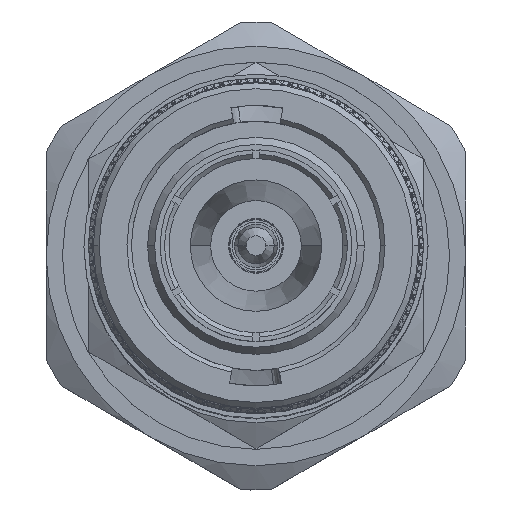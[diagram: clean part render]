
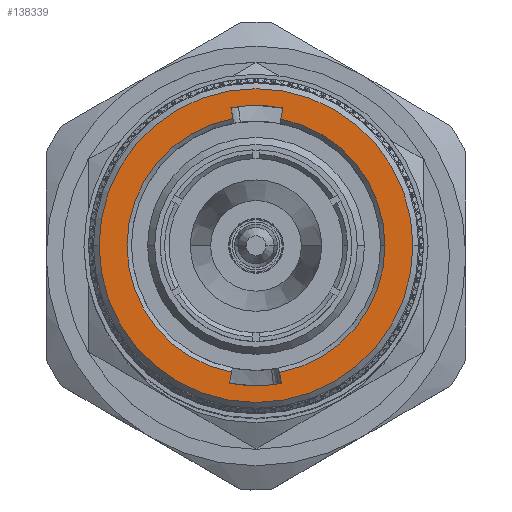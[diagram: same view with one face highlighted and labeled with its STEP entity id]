
A CAD part, top view. The second image highlights one B-rep face of the part: STEP entity #138339.
In plain terms, the highlighted face is planar.
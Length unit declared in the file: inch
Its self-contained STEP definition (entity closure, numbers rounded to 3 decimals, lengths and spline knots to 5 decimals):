
#4477 = EDGE_CURVE ( 'NONE', #124845, #182208, #180379, .T. ) ;
#5448 = CARTESIAN_POINT ( 'NONE',  ( 0., 0.30786, 0.06033 ) ) ;
#6365 = CARTESIAN_POINT ( 'NONE',  ( 0., 0.30866, -0.0561 ) ) ;
#14296 = DIRECTION ( 'NONE',  ( -1., 0., 0. ) ) ;
#16241 = EDGE_CURVE ( 'NONE', #103925, #97650, #133870, .T. ) ;
#22583 = CARTESIAN_POINT ( 'NONE',  ( 0., -0.30852, 0.0569 ) ) ;
#23650 = EDGE_LOOP ( 'NONE', ( #189174, #83532 ) ) ;
#23659 = DIRECTION ( 'NONE',  ( 0., 1., 0. ) ) ;
#24000 = CARTESIAN_POINT ( 'NONE',  ( 0., 0.30046, -0.05461 ) ) ;
#26153 = CARTESIAN_POINT ( 'NONE',  ( 0., 0.28333, 0.05553 ) ) ;
#30299 = B_SPLINE_CURVE_WITH_KNOTS ( 'NONE', 3,
 ( #117032, #100450, #198868, #56808 ),
 .UNSPECIFIED., .F., .F.,
 ( 4, 4 ),
 ( 0., 0.71429 ),
 .UNSPECIFIED. ) ;
#31961 = CARTESIAN_POINT ( 'NONE',  ( 0., 0., 0. ) ) ;
#33120 = PLANE ( 'NONE',  #184504 ) ;
#37392 = CIRCLE ( 'NONE', #83754, 0.31372 ) ;
#38442 = CARTESIAN_POINT ( 'NONE',  ( 0., -0.28393, 0.05236 ) ) ;
#38541 = CARTESIAN_POINT ( 'NONE',  ( 0., 0.29226, -0.05312 ) ) ;
#38646 = EDGE_CURVE ( 'NONE', #97650, #165546, #201704, .T. ) ;
#38650 = CARTESIAN_POINT ( 'NONE',  ( 0., 0.29151, 0.05713 ) ) ;
#43927 = AXIS2_PLACEMENT_3D ( 'NONE', #154318, #14296, #140800 ) ;
#44509 = CIRCLE ( 'NONE', #57781, 0.35114 ) ;
#46787 = EDGE_CURVE ( 'NONE', #132327, #105493, #155792, .T. ) ;
#48371 = EDGE_CURVE ( 'NONE', #182208, #103925, #133575, .T. ) ;
#53573 = ORIENTED_EDGE ( 'NONE', *, *, #48371, .T. ) ;
#56808 = CARTESIAN_POINT ( 'NONE',  ( 0., -0.28347, -0.05481 ) ) ;
#57781 = AXIS2_PLACEMENT_3D ( 'NONE', #163261, #132163, #130121 ) ;
#62165 = ORIENTED_EDGE ( 'NONE', *, *, #16241, .T. ) ;
#62711 = EDGE_CURVE ( 'NONE', #75676, #110374, #37392, .T. ) ;
#65158 = VERTEX_POINT ( 'NONE', #71540 ) ;
#68550 = ORIENTED_EDGE ( 'NONE', *, *, #46787, .T. ) ;
#69542 = CARTESIAN_POINT ( 'NONE',  ( 0., -0.30852, 0.0569 ) ) ;
#70684 = CARTESIAN_POINT ( 'NONE',  ( 0., 0.28406, -0.05163 ) ) ;
#71540 = CARTESIAN_POINT ( 'NONE',  ( 0., 0., 0.35114 ) ) ;
#75676 = VERTEX_POINT ( 'NONE', #22583 ) ;
#75919 = AXIS2_PLACEMENT_3D ( 'NONE', #89549, #120664, #184878 ) ;
#77611 = CARTESIAN_POINT ( 'NONE',  ( 0., 0., 0. ) ) ;
#78732 = CARTESIAN_POINT ( 'NONE',  ( 0., -0.28347, -0.05481 ) ) ;
#80707 = DIRECTION ( 'NONE',  ( 0., 0., -1. ) ) ;
#80850 = DIRECTION ( 'NONE',  ( 1., 0., 0. ) ) ;
#83532 = ORIENTED_EDGE ( 'NONE', *, *, #191883, .T. ) ;
#83754 = AXIS2_PLACEMENT_3D ( 'NONE', #159086, #95871, #113485 ) ;
#84338 = AXIS2_PLACEMENT_3D ( 'NONE', #77611, #140822, #188500 ) ;
#85018 = DIRECTION ( 'NONE',  ( 0., 0., -1. ) ) ;
#86042 = CARTESIAN_POINT ( 'NONE',  ( 0., 0., 0. ) ) ;
#86304 = CARTESIAN_POINT ( 'NONE',  ( 0., 0.28333, 0.05553 ) ) ;
#87191 = ORIENTED_EDGE ( 'NONE', *, *, #127763, .F. ) ;
#89549 = CARTESIAN_POINT ( 'NONE',  ( 0., 0., 0. ) ) ;
#94238 = CARTESIAN_POINT ( 'NONE',  ( 0., 0.30786, 0.06033 ) ) ;
#95871 = DIRECTION ( 'NONE',  ( 1., 0., 0. ) ) ;
#97650 = VERTEX_POINT ( 'NONE', #172836 ) ;
#100450 = CARTESIAN_POINT ( 'NONE',  ( 0., -0.29983, -0.05797 ) ) ;
#102268 = EDGE_CURVE ( 'NONE', #75676, #165546, #123040, .T. ) ;
#103925 = VERTEX_POINT ( 'NONE', #86304 ) ;
#105493 = VERTEX_POINT ( 'NONE', #168176 ) ;
#110374 = VERTEX_POINT ( 'NONE', #138110 ) ;
#113485 = DIRECTION ( 'NONE',  ( 0., 0., -1. ) ) ;
#117032 = CARTESIAN_POINT ( 'NONE',  ( 0., -0.30801, -0.05955 ) ) ;
#120664 = DIRECTION ( 'NONE',  ( 1., 0., 0. ) ) ;
#121555 = CARTESIAN_POINT ( 'NONE',  ( 0., 0.30866, -0.0561 ) ) ;
#123040 = B_SPLINE_CURVE_WITH_KNOTS ( 'NONE', 1,
 ( #69542, #38442 ),
 .UNSPECIFIED., .F., .F.,
 ( 2, 2 ),
 ( 0., 0.71429 ),
 .UNSPECIFIED. ) ;
#124754 = EDGE_LOOP ( 'NONE', ( #53573, #62165, #162179, #204241, #155361, #186824, #68550, #87191, #187825 ) ) ;
#124845 = VERTEX_POINT ( 'NONE', #121555 ) ;
#126445 = FACE_OUTER_BOUND ( 'NONE', #23650, .T. ) ;
#126598 = VERTEX_POINT ( 'NONE', #197122 ) ;
#127475 = FACE_BOUND ( 'NONE', #124754, .T. ) ;
#127763 = EDGE_CURVE ( 'NONE', #124845, #105493, #204216, .T. ) ;
#130121 = DIRECTION ( 'NONE',  ( 0., 0., -1. ) ) ;
#132163 = DIRECTION ( 'NONE',  ( -1., 0., 0. ) ) ;
#132327 = VERTEX_POINT ( 'NONE', #78732 ) ;
#133575 = B_SPLINE_CURVE_WITH_KNOTS ( 'NONE', 3,
 ( #5448, #180685, #38650, #26153 ),
 .UNSPECIFIED., .F., .F.,
 ( 4, 4 ),
 ( 0., 0.71429 ),
 .UNSPECIFIED. ) ;
#133870 = CIRCLE ( 'NONE', #84338, 0.28872 ) ;
#138110 = CARTESIAN_POINT ( 'NONE',  ( 0., -0.30801, -0.05955 ) ) ;
#138339 = ADVANCED_FACE ( 'NONE', ( #127475, #126445 ), #33120, .F. ) ;
#139221 = AXIS2_PLACEMENT_3D ( 'NONE', #86042, #195912, #85018 ) ;
#140800 = DIRECTION ( 'NONE',  ( 0., 0., -1. ) ) ;
#140822 = DIRECTION ( 'NONE',  ( 1., 0., 0. ) ) ;
#143913 = DIRECTION ( 'NONE',  ( 1., 0., 0. ) ) ;
#153632 = EDGE_CURVE ( 'NONE', #110374, #132327, #30299, .T. ) ;
#154318 = CARTESIAN_POINT ( 'NONE',  ( 0., 0., 0. ) ) ;
#155361 = ORIENTED_EDGE ( 'NONE', *, *, #62711, .T. ) ;
#155792 = CIRCLE ( 'NONE', #139221, 0.28872 ) ;
#156567 = CIRCLE ( 'NONE', #43927, 0.35114 ) ;
#158620 = CARTESIAN_POINT ( 'NONE',  ( 0., -0.28393, 0.05236 ) ) ;
#159086 = CARTESIAN_POINT ( 'NONE',  ( 0., 0., 0. ) ) ;
#162179 = ORIENTED_EDGE ( 'NONE', *, *, #38646, .T. ) ;
#163261 = CARTESIAN_POINT ( 'NONE',  ( 0., 0., 0. ) ) ;
#165546 = VERTEX_POINT ( 'NONE', #158620 ) ;
#167083 = EDGE_CURVE ( 'NONE', #126598, #65158, #156567, .T. ) ;
#168176 = CARTESIAN_POINT ( 'NONE',  ( 0., 0.28406, -0.05163 ) ) ;
#172836 = CARTESIAN_POINT ( 'NONE',  ( 0., 0., 0.28872 ) ) ;
#180379 = CIRCLE ( 'NONE', #193560, 0.31372 ) ;
#180685 = CARTESIAN_POINT ( 'NONE',  ( 0., 0.29968, 0.05873 ) ) ;
#182208 = VERTEX_POINT ( 'NONE', #94238 ) ;
#184504 = AXIS2_PLACEMENT_3D ( 'NONE', #189693, #80850, #23659 ) ;
#184878 = DIRECTION ( 'NONE',  ( 0., 0., -1. ) ) ;
#186824 = ORIENTED_EDGE ( 'NONE', *, *, #153632, .T. ) ;
#187825 = ORIENTED_EDGE ( 'NONE', *, *, #4477, .T. ) ;
#188500 = DIRECTION ( 'NONE',  ( 0., 0., -1. ) ) ;
#189174 = ORIENTED_EDGE ( 'NONE', *, *, #167083, .T. ) ;
#189693 = CARTESIAN_POINT ( 'NONE',  ( 0., 0., 0. ) ) ;
#191883 = EDGE_CURVE ( 'NONE', #65158, #126598, #44509, .T. ) ;
#193560 = AXIS2_PLACEMENT_3D ( 'NONE', #31961, #143913, #80707 ) ;
#195912 = DIRECTION ( 'NONE',  ( 1., 0., 0. ) ) ;
#197122 = CARTESIAN_POINT ( 'NONE',  ( 0., 0., -0.35114 ) ) ;
#198868 = CARTESIAN_POINT ( 'NONE',  ( 0., -0.29165, -0.05639 ) ) ;
#201704 = CIRCLE ( 'NONE', #75919, 0.28872 ) ;
#204216 = B_SPLINE_CURVE_WITH_KNOTS ( 'NONE', 3,
 ( #6365, #24000, #38541, #70684 ),
 .UNSPECIFIED., .F., .F.,
 ( 4, 4 ),
 ( 0., 0.71429 ),
 .UNSPECIFIED. ) ;
#204241 = ORIENTED_EDGE ( 'NONE', *, *, #102268, .F. ) ;
